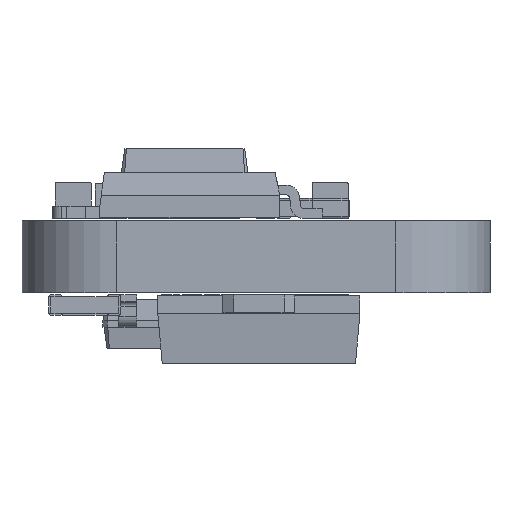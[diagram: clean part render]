
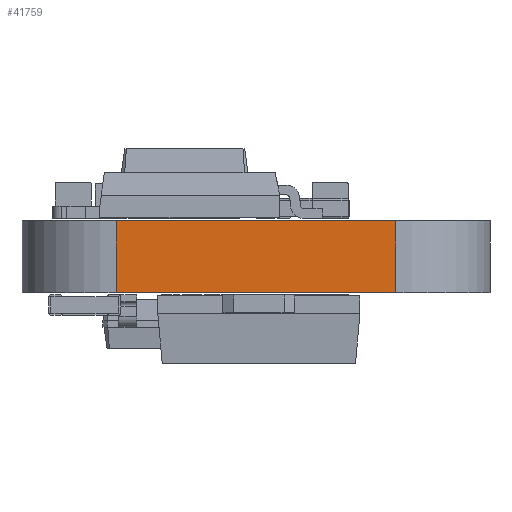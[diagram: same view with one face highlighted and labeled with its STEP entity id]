
A CAD part, left-side view. The second image highlights one B-rep face of the part: STEP entity #41759.
In plain terms, the highlighted planar face has unit normal (-1, 0, 0).
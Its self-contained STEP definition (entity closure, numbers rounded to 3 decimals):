
#38834 = PLANE('',#38835);
#38835 = AXIS2_PLACEMENT_3D('',#38836,#38837,#38838);
#38836 = CARTESIAN_POINT('',(12.525,-5.207,1.6));
#38837 = DIRECTION('',(0.,0.,1.));
#38838 = DIRECTION('',(1.,0.,-0.));
#38889 = PLANE('',#38890);
#38890 = AXIS2_PLACEMENT_3D('',#38891,#38892,#38893);
#38891 = CARTESIAN_POINT('',(12.525,-5.207,0.));
#38892 = DIRECTION('',(0.,0.,1.));
#38893 = DIRECTION('',(1.,0.,-0.));
#38922 = CYLINDRICAL_SURFACE('',#38923,2.096);
#38923 = AXIS2_PLACEMENT_3D('',#38924,#38925,#38926);
#38924 = CARTESIAN_POINT('',(2.096,-8.319,0.));
#38925 = DIRECTION('',(-0.,-0.,-1.));
#38926 = DIRECTION('',(1.,0.,-0.));
#39111 = VERTEX_POINT('',#39112);
#39112 = CARTESIAN_POINT('',(0.,-2.096,0.));
#39127 = CYLINDRICAL_SURFACE('',#39128,2.096);
#39128 = AXIS2_PLACEMENT_3D('',#39129,#39130,#39131);
#39129 = CARTESIAN_POINT('',(2.096,-2.096,0.));
#39130 = DIRECTION('',(-0.,-0.,-1.));
#39131 = DIRECTION('',(1.,0.,-0.));
#39139 = EDGE_CURVE('',#39111,#39140,#39142,.T.);
#39140 = VERTEX_POINT('',#39141);
#39141 = CARTESIAN_POINT('',(0.,-8.319,0.));
#39142 = SURFACE_CURVE('',#39143,(#39147,#39154),.PCURVE_S1.);
#39143 = LINE('',#39144,#39145);
#39144 = CARTESIAN_POINT('',(0.,-2.096,0.));
#39145 = VECTOR('',#39146,1.);
#39146 = DIRECTION('',(0.,-1.,0.));
#39147 = PCURVE('',#38889,#39148);
#39148 = DEFINITIONAL_REPRESENTATION('',(#39149),#39153);
#39149 = LINE('',#39150,#39151);
#39150 = CARTESIAN_POINT('',(-12.525,3.112));
#39151 = VECTOR('',#39152,1.);
#39152 = DIRECTION('',(0.,-1.));
#39153 = ( GEOMETRIC_REPRESENTATION_CONTEXT(2) 
PARAMETRIC_REPRESENTATION_CONTEXT() REPRESENTATION_CONTEXT('2D SPACE',''
  ) );
#39154 = PCURVE('',#39155,#39160);
#39155 = PLANE('',#39156);
#39156 = AXIS2_PLACEMENT_3D('',#39157,#39158,#39159);
#39157 = CARTESIAN_POINT('',(0.,-2.096,0.));
#39158 = DIRECTION('',(1.,0.,-0.));
#39159 = DIRECTION('',(0.,-1.,0.));
#39160 = DEFINITIONAL_REPRESENTATION('',(#39161),#39165);
#39161 = LINE('',#39162,#39163);
#39162 = CARTESIAN_POINT('',(0.,0.));
#39163 = VECTOR('',#39164,1.);
#39164 = DIRECTION('',(1.,0.));
#39165 = ( GEOMETRIC_REPRESENTATION_CONTEXT(2) 
PARAMETRIC_REPRESENTATION_CONTEXT() REPRESENTATION_CONTEXT('2D SPACE',''
  ) );
#40545 = VERTEX_POINT('',#40546);
#40546 = CARTESIAN_POINT('',(0.,-2.096,1.6));
#40568 = EDGE_CURVE('',#40545,#40569,#40571,.T.);
#40569 = VERTEX_POINT('',#40570);
#40570 = CARTESIAN_POINT('',(0.,-8.319,1.6));
#40571 = SURFACE_CURVE('',#40572,(#40576,#40583),.PCURVE_S1.);
#40572 = LINE('',#40573,#40574);
#40573 = CARTESIAN_POINT('',(0.,-2.096,1.6));
#40574 = VECTOR('',#40575,1.);
#40575 = DIRECTION('',(0.,-1.,0.));
#40576 = PCURVE('',#38834,#40577);
#40577 = DEFINITIONAL_REPRESENTATION('',(#40578),#40582);
#40578 = LINE('',#40579,#40580);
#40579 = CARTESIAN_POINT('',(-12.525,3.112));
#40580 = VECTOR('',#40581,1.);
#40581 = DIRECTION('',(0.,-1.));
#40582 = ( GEOMETRIC_REPRESENTATION_CONTEXT(2) 
PARAMETRIC_REPRESENTATION_CONTEXT() REPRESENTATION_CONTEXT('2D SPACE',''
  ) );
#40583 = PCURVE('',#39155,#40584);
#40584 = DEFINITIONAL_REPRESENTATION('',(#40585),#40589);
#40585 = LINE('',#40586,#40587);
#40586 = CARTESIAN_POINT('',(0.,-1.6));
#40587 = VECTOR('',#40588,1.);
#40588 = DIRECTION('',(1.,0.));
#40589 = ( GEOMETRIC_REPRESENTATION_CONTEXT(2) 
PARAMETRIC_REPRESENTATION_CONTEXT() REPRESENTATION_CONTEXT('2D SPACE',''
  ) );
#41709 = EDGE_CURVE('',#39140,#40569,#41710,.T.);
#41710 = SURFACE_CURVE('',#41711,(#41715,#41722),.PCURVE_S1.);
#41711 = LINE('',#41712,#41713);
#41712 = CARTESIAN_POINT('',(0.,-8.319,0.));
#41713 = VECTOR('',#41714,1.);
#41714 = DIRECTION('',(0.,0.,1.));
#41715 = PCURVE('',#38922,#41716);
#41716 = DEFINITIONAL_REPRESENTATION('',(#41717),#41721);
#41717 = LINE('',#41718,#41719);
#41718 = CARTESIAN_POINT('',(-3.142,0.));
#41719 = VECTOR('',#41720,1.);
#41720 = DIRECTION('',(-0.,-1.));
#41721 = ( GEOMETRIC_REPRESENTATION_CONTEXT(2) 
PARAMETRIC_REPRESENTATION_CONTEXT() REPRESENTATION_CONTEXT('2D SPACE',''
  ) );
#41722 = PCURVE('',#39155,#41723);
#41723 = DEFINITIONAL_REPRESENTATION('',(#41724),#41728);
#41724 = LINE('',#41725,#41726);
#41725 = CARTESIAN_POINT('',(6.223,0.));
#41726 = VECTOR('',#41727,1.);
#41727 = DIRECTION('',(0.,-1.));
#41728 = ( GEOMETRIC_REPRESENTATION_CONTEXT(2) 
PARAMETRIC_REPRESENTATION_CONTEXT() REPRESENTATION_CONTEXT('2D SPACE',''
  ) );
#41759 = ADVANCED_FACE('',(#41760),#39155,.F.);
#41760 = FACE_BOUND('',#41761,.F.);
#41761 = EDGE_LOOP('',(#41762,#41783,#41784,#41785));
#41762 = ORIENTED_EDGE('',*,*,#41763,.T.);
#41763 = EDGE_CURVE('',#39111,#40545,#41764,.T.);
#41764 = SURFACE_CURVE('',#41765,(#41769,#41776),.PCURVE_S1.);
#41765 = LINE('',#41766,#41767);
#41766 = CARTESIAN_POINT('',(0.,-2.096,0.));
#41767 = VECTOR('',#41768,1.);
#41768 = DIRECTION('',(0.,0.,1.));
#41769 = PCURVE('',#39155,#41770);
#41770 = DEFINITIONAL_REPRESENTATION('',(#41771),#41775);
#41771 = LINE('',#41772,#41773);
#41772 = CARTESIAN_POINT('',(0.,0.));
#41773 = VECTOR('',#41774,1.);
#41774 = DIRECTION('',(0.,-1.));
#41775 = ( GEOMETRIC_REPRESENTATION_CONTEXT(2) 
PARAMETRIC_REPRESENTATION_CONTEXT() REPRESENTATION_CONTEXT('2D SPACE',''
  ) );
#41776 = PCURVE('',#39127,#41777);
#41777 = DEFINITIONAL_REPRESENTATION('',(#41778),#41782);
#41778 = LINE('',#41779,#41780);
#41779 = CARTESIAN_POINT('',(-3.142,0.));
#41780 = VECTOR('',#41781,1.);
#41781 = DIRECTION('',(-0.,-1.));
#41782 = ( GEOMETRIC_REPRESENTATION_CONTEXT(2) 
PARAMETRIC_REPRESENTATION_CONTEXT() REPRESENTATION_CONTEXT('2D SPACE',''
  ) );
#41783 = ORIENTED_EDGE('',*,*,#40568,.T.);
#41784 = ORIENTED_EDGE('',*,*,#41709,.F.);
#41785 = ORIENTED_EDGE('',*,*,#39139,.F.);
